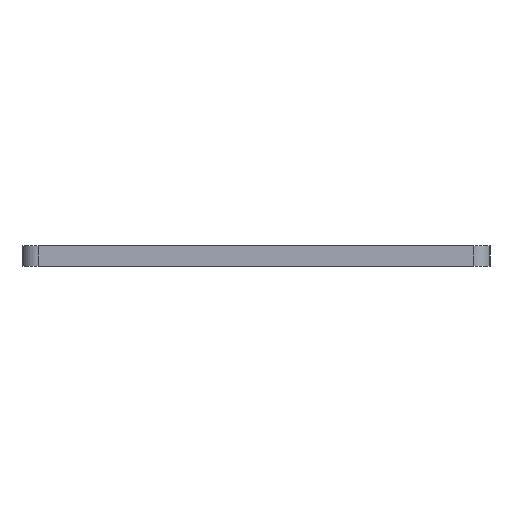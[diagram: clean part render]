
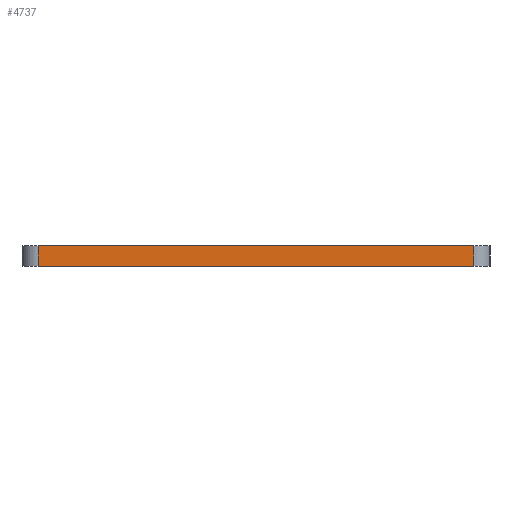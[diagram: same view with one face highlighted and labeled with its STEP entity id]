
A CAD part, left-side view. The second image highlights one B-rep face of the part: STEP entity #4737.
In plain terms, the highlighted planar face has unit normal (-1, 0, 0).
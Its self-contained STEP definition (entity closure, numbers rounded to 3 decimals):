
#73 = PLANE('',#74);
#74 = AXIS2_PLACEMENT_3D('',#75,#76,#77);
#75 = CARTESIAN_POINT('',(241.5,28.8,-2.5));
#76 = DIRECTION('',(0.,0.,1.));
#77 = DIRECTION('',(1.,0.,-0.));
#132 = PLANE('',#133);
#133 = AXIS2_PLACEMENT_3D('',#134,#135,#136);
#134 = CARTESIAN_POINT('',(241.5,28.8,0.));
#135 = DIRECTION('',(0.,0.,1.));
#136 = DIRECTION('',(1.,0.,-0.));
#169 = CYLINDRICAL_SURFACE('',#170,2.);
#170 = AXIS2_PLACEMENT_3D('',#171,#172,#173);
#171 = CARTESIAN_POINT('',(2.,55.6,0.));
#172 = DIRECTION('',(-0.,0.,1.));
#173 = DIRECTION('',(1.,0.,-0.));
#306 = VERTEX_POINT('',#307);
#307 = CARTESIAN_POINT('',(0.,55.6,0.));
#333 = EDGE_CURVE('',#334,#306,#336,.T.);
#334 = VERTEX_POINT('',#335);
#335 = CARTESIAN_POINT('',(0.,2.,0.));
#336 = SURFACE_CURVE('',#337,(#341,#348),.PCURVE_S1.);
#337 = LINE('',#338,#339);
#338 = CARTESIAN_POINT('',(0.,2.,0.));
#339 = VECTOR('',#340,1.);
#340 = DIRECTION('',(0.,1.,0.));
#341 = PCURVE('',#132,#342);
#342 = DEFINITIONAL_REPRESENTATION('',(#343),#347);
#343 = LINE('',#344,#345);
#344 = CARTESIAN_POINT('',(-241.5,-26.8));
#345 = VECTOR('',#346,1.);
#346 = DIRECTION('',(0.,1.));
#347 = ( GEOMETRIC_REPRESENTATION_CONTEXT(2) 
PARAMETRIC_REPRESENTATION_CONTEXT() REPRESENTATION_CONTEXT('2D SPACE',''
  ) );
#348 = PCURVE('',#349,#354);
#349 = PLANE('',#350);
#350 = AXIS2_PLACEMENT_3D('',#351,#352,#353);
#351 = CARTESIAN_POINT('',(0.,2.,0.));
#352 = DIRECTION('',(1.,-0.,0.));
#353 = DIRECTION('',(0.,1.,0.));
#354 = DEFINITIONAL_REPRESENTATION('',(#355),#359);
#355 = LINE('',#356,#357);
#356 = CARTESIAN_POINT('',(0.,0.));
#357 = VECTOR('',#358,1.);
#358 = DIRECTION('',(1.,0.));
#359 = ( GEOMETRIC_REPRESENTATION_CONTEXT(2) 
PARAMETRIC_REPRESENTATION_CONTEXT() REPRESENTATION_CONTEXT('2D SPACE',''
  ) );
#382 = CYLINDRICAL_SURFACE('',#383,2.);
#383 = AXIS2_PLACEMENT_3D('',#384,#385,#386);
#384 = CARTESIAN_POINT('',(2.,2.,0.));
#385 = DIRECTION('',(-0.,0.,1.));
#386 = DIRECTION('',(1.,0.,-0.));
#2688 = VERTEX_POINT('',#2689);
#2689 = CARTESIAN_POINT('',(0.,55.6,-2.5));
#2715 = EDGE_CURVE('',#2716,#2688,#2718,.T.);
#2716 = VERTEX_POINT('',#2717);
#2717 = CARTESIAN_POINT('',(0.,2.,-2.5));
#2718 = SURFACE_CURVE('',#2719,(#2723,#2730),.PCURVE_S1.);
#2719 = LINE('',#2720,#2721);
#2720 = CARTESIAN_POINT('',(0.,2.,-2.5));
#2721 = VECTOR('',#2722,1.);
#2722 = DIRECTION('',(0.,1.,0.));
#2723 = PCURVE('',#73,#2724);
#2724 = DEFINITIONAL_REPRESENTATION('',(#2725),#2729);
#2725 = LINE('',#2726,#2727);
#2726 = CARTESIAN_POINT('',(-241.5,-26.8));
#2727 = VECTOR('',#2728,1.);
#2728 = DIRECTION('',(0.,1.));
#2729 = ( GEOMETRIC_REPRESENTATION_CONTEXT(2) 
PARAMETRIC_REPRESENTATION_CONTEXT() REPRESENTATION_CONTEXT('2D SPACE',''
  ) );
#2730 = PCURVE('',#349,#2731);
#2731 = DEFINITIONAL_REPRESENTATION('',(#2732),#2736);
#2732 = LINE('',#2733,#2734);
#2733 = CARTESIAN_POINT('',(0.,-2.5));
#2734 = VECTOR('',#2735,1.);
#2735 = DIRECTION('',(1.,0.));
#2736 = ( GEOMETRIC_REPRESENTATION_CONTEXT(2) 
PARAMETRIC_REPRESENTATION_CONTEXT() REPRESENTATION_CONTEXT('2D SPACE',''
  ) );
#4687 = EDGE_CURVE('',#306,#2688,#4688,.T.);
#4688 = SURFACE_CURVE('',#4689,(#4693,#4700),.PCURVE_S1.);
#4689 = LINE('',#4690,#4691);
#4690 = CARTESIAN_POINT('',(0.,55.6,0.));
#4691 = VECTOR('',#4692,1.);
#4692 = DIRECTION('',(0.,0.,-1.));
#4693 = PCURVE('',#169,#4694);
#4694 = DEFINITIONAL_REPRESENTATION('',(#4695),#4699);
#4695 = LINE('',#4696,#4697);
#4696 = CARTESIAN_POINT('',(-3.142,0.));
#4697 = VECTOR('',#4698,1.);
#4698 = DIRECTION('',(-0.,-1.));
#4699 = ( GEOMETRIC_REPRESENTATION_CONTEXT(2) 
PARAMETRIC_REPRESENTATION_CONTEXT() REPRESENTATION_CONTEXT('2D SPACE',''
  ) );
#4700 = PCURVE('',#349,#4701);
#4701 = DEFINITIONAL_REPRESENTATION('',(#4702),#4706);
#4702 = LINE('',#4703,#4704);
#4703 = CARTESIAN_POINT('',(53.6,0.));
#4704 = VECTOR('',#4705,1.);
#4705 = DIRECTION('',(0.,-1.));
#4706 = ( GEOMETRIC_REPRESENTATION_CONTEXT(2) 
PARAMETRIC_REPRESENTATION_CONTEXT() REPRESENTATION_CONTEXT('2D SPACE',''
  ) );
#4737 = ADVANCED_FACE('',(#4738),#349,.F.);
#4738 = FACE_BOUND('',#4739,.F.);
#4739 = EDGE_LOOP('',(#4740,#4761,#4762,#4763));
#4740 = ORIENTED_EDGE('',*,*,#4741,.T.);
#4741 = EDGE_CURVE('',#334,#2716,#4742,.T.);
#4742 = SURFACE_CURVE('',#4743,(#4747,#4754),.PCURVE_S1.);
#4743 = LINE('',#4744,#4745);
#4744 = CARTESIAN_POINT('',(0.,2.,0.));
#4745 = VECTOR('',#4746,1.);
#4746 = DIRECTION('',(0.,0.,-1.));
#4747 = PCURVE('',#349,#4748);
#4748 = DEFINITIONAL_REPRESENTATION('',(#4749),#4753);
#4749 = LINE('',#4750,#4751);
#4750 = CARTESIAN_POINT('',(0.,0.));
#4751 = VECTOR('',#4752,1.);
#4752 = DIRECTION('',(0.,-1.));
#4753 = ( GEOMETRIC_REPRESENTATION_CONTEXT(2) 
PARAMETRIC_REPRESENTATION_CONTEXT() REPRESENTATION_CONTEXT('2D SPACE',''
  ) );
#4754 = PCURVE('',#382,#4755);
#4755 = DEFINITIONAL_REPRESENTATION('',(#4756),#4760);
#4756 = LINE('',#4757,#4758);
#4757 = CARTESIAN_POINT('',(-3.142,0.));
#4758 = VECTOR('',#4759,1.);
#4759 = DIRECTION('',(-0.,-1.));
#4760 = ( GEOMETRIC_REPRESENTATION_CONTEXT(2) 
PARAMETRIC_REPRESENTATION_CONTEXT() REPRESENTATION_CONTEXT('2D SPACE',''
  ) );
#4761 = ORIENTED_EDGE('',*,*,#2715,.T.);
#4762 = ORIENTED_EDGE('',*,*,#4687,.F.);
#4763 = ORIENTED_EDGE('',*,*,#333,.F.);
